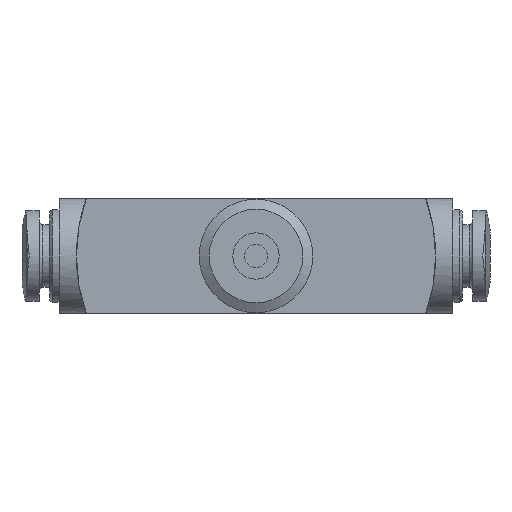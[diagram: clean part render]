
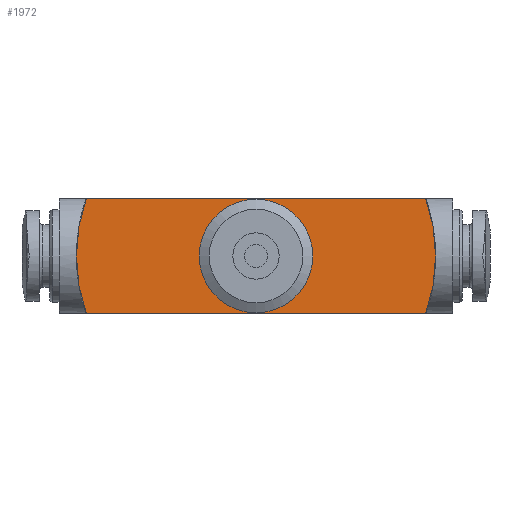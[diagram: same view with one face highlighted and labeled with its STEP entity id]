
A CAD part, left-side view. The second image highlights one B-rep face of the part: STEP entity #1972.
In plain terms, the highlighted planar face has unit normal (-1, 0, 0).
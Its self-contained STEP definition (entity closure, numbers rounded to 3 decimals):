
#57=LINE('',#2875,#123);
#65=LINE('',#2894,#131);
#123=VECTOR('',#2336,1000.);
#131=VECTOR('',#2352,1000.);
#172=PLANE('',#2107);
#277=CIRCLE('',#2104,15.);
#278=CIRCLE('',#2106,15.);
#279=CIRCLE('',#2108,4.9);
#456=ORIENTED_EDGE('',*,*,#770,.F.);
#457=ORIENTED_EDGE('',*,*,#750,.F.);
#458=ORIENTED_EDGE('',*,*,#769,.F.);
#459=ORIENTED_EDGE('',*,*,#761,.T.);
#460=ORIENTED_EDGE('',*,*,#768,.F.);
#750=EDGE_CURVE('',#920,#921,#57,.T.);
#761=EDGE_CURVE('',#928,#927,#65,.T.);
#768=EDGE_CURVE('',#921,#927,#277,.T.);
#769=EDGE_CURVE('',#928,#920,#278,.T.);
#770=EDGE_CURVE('',#931,#931,#279,.F.);
#920=VERTEX_POINT('',#2874);
#921=VERTEX_POINT('',#2876);
#927=VERTEX_POINT('',#2893);
#928=VERTEX_POINT('',#2895);
#931=VERTEX_POINT('',#2913);
#1021=EDGE_LOOP('',(#456));
#1022=EDGE_LOOP('',(#457,#458,#459,#460));
#1165=FACE_BOUND('',#1021,.T.);
#1166=FACE_BOUND('',#1022,.T.);
#1972=ADVANCED_FACE('',(#1165,#1166),#172,.F.);
#2104=AXIS2_PLACEMENT_3D('',#2908,#2369,#2370);
#2106=AXIS2_PLACEMENT_3D('',#2910,#2373,#2374);
#2107=AXIS2_PLACEMENT_3D('',#2911,#2375,#2376);
#2108=AXIS2_PLACEMENT_3D('',#2912,#2377,#2378);
#2336=DIRECTION('',(0.,-1.,0.));
#2352=DIRECTION('',(0.,-1.,0.));
#2369=DIRECTION('',(1.,0.,0.));
#2370=DIRECTION('',(0.,0.,-1.));
#2373=DIRECTION('',(1.,0.,0.));
#2374=DIRECTION('',(0.,0.,-1.));
#2375=DIRECTION('',(1.,0.,0.));
#2376=DIRECTION('',(0.,0.,-1.));
#2377=DIRECTION('',(1.,0.,0.));
#2378=DIRECTION('',(0.,0.,-1.));
#2874=CARTESIAN_POINT('',(-36.5,30.142,5.));
#2875=CARTESIAN_POINT('',(-36.5,31.,5.));
#2876=CARTESIAN_POINT('',(-36.5,0.858,5.));
#2893=CARTESIAN_POINT('',(-36.5,0.858,-5.));
#2894=CARTESIAN_POINT('',(-36.5,31.,-5.));
#2895=CARTESIAN_POINT('',(-36.5,30.142,-5.));
#2908=CARTESIAN_POINT('',(-36.5,15.,0.));
#2910=CARTESIAN_POINT('',(-36.5,16.,0.));
#2911=CARTESIAN_POINT('',(-36.5,31.,5.));
#2912=CARTESIAN_POINT('',(-36.5,15.5,0.));
#2913=CARTESIAN_POINT('',(-36.5,15.5,-4.9));
